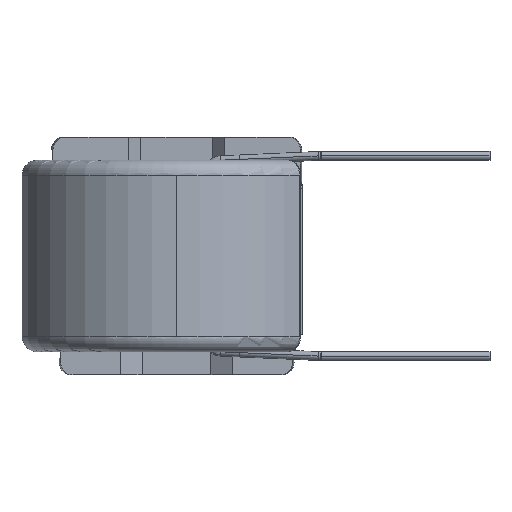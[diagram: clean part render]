
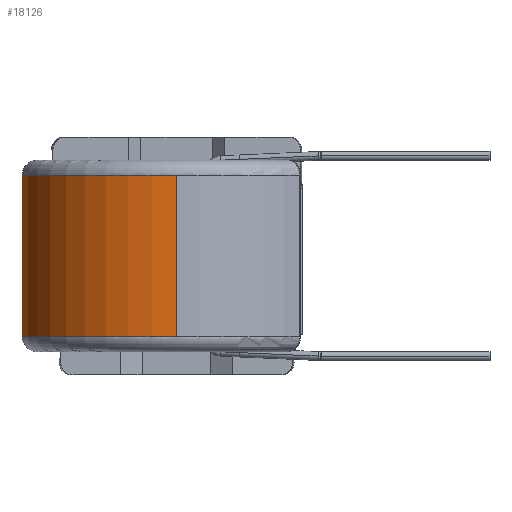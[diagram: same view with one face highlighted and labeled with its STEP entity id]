
A CAD part, left-side view. The second image highlights one B-rep face of the part: STEP entity #18126.
In plain terms, the highlighted cylindrical face has radius 12.5 mm (diameter 25 mm), a partial arc.
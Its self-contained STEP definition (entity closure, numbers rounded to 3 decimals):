
#92 = LINE ( 'NONE', #14024, #10483 ) ;
#151 = DIRECTION ( 'NONE',  ( 0., 0., -1. ) ) ;
#211 = LINE ( 'NONE', #1501, #10150 ) ;
#1053 = CARTESIAN_POINT ( 'NONE',  ( -12.5, 0., -6.45 ) ) ;
#1501 = CARTESIAN_POINT ( 'NONE',  ( -12.5, 0., 7.65 ) ) ;
#1730 = VERTEX_POINT ( 'NONE', #6771 ) ;
#2255 = CARTESIAN_POINT ( 'NONE',  ( -2.006, 12.338, -6.45 ) ) ;
#2576 = CIRCLE ( 'NONE', #12065, 12.5 ) ;
#2991 = ORIENTED_EDGE ( 'NONE', *, *, #7354, .T. ) ;
#3329 = DIRECTION ( 'NONE',  ( 0., 0., 1. ) ) ;
#3436 = DIRECTION ( 'NONE',  ( 1., 0., 0. ) ) ;
#3736 = VERTEX_POINT ( 'NONE', #2255 ) ;
#4754 = CARTESIAN_POINT ( 'NONE',  ( 0., 0., 7.65 ) ) ;
#5378 = EDGE_CURVE ( 'NONE', #10588, #1730, #10259, .T. ) ;
#6257 = DIRECTION ( 'NONE',  ( -1., 0., 0. ) ) ;
#6771 = CARTESIAN_POINT ( 'NONE',  ( -2.006, 12.338, 6.45 ) ) ;
#7082 = VERTEX_POINT ( 'NONE', #1053 ) ;
#7354 = EDGE_CURVE ( 'NONE', #1730, #3736, #92, .T. ) ;
#7503 = CARTESIAN_POINT ( 'NONE',  ( 0., 0., -6.45 ) ) ;
#7614 = FACE_OUTER_BOUND ( 'NONE', #16720, .T. ) ;
#7644 = EDGE_CURVE ( 'NONE', #10588, #7082, #211, .T. ) ;
#8193 = EDGE_CURVE ( 'NONE', #3736, #7082, #2576, .T. ) ;
#9614 = DIRECTION ( 'NONE',  ( 0., 0., -1. ) ) ;
#10150 = VECTOR ( 'NONE', #151, 1000. ) ;
#10205 = AXIS2_PLACEMENT_3D ( 'NONE', #4754, #10238, #6257 ) ;
#10238 = DIRECTION ( 'NONE',  ( 0., 0., -1. ) ) ;
#10259 = CIRCLE ( 'NONE', #14794, 12.5 ) ;
#10483 = VECTOR ( 'NONE', #9614, 1000. ) ;
#10588 = VERTEX_POINT ( 'NONE', #16212 ) ;
#11978 = ORIENTED_EDGE ( 'NONE', *, *, #5378, .T. ) ;
#12065 = AXIS2_PLACEMENT_3D ( 'NONE', #7503, #3329, #3436 ) ;
#12568 = ORIENTED_EDGE ( 'NONE', *, *, #8193, .T. ) ;
#13596 = DIRECTION ( 'NONE',  ( 1., 0., 0. ) ) ;
#13985 = ORIENTED_EDGE ( 'NONE', *, *, #7644, .F. ) ;
#14024 = CARTESIAN_POINT ( 'NONE',  ( -2.006, 12.338, 7.65 ) ) ;
#14794 = AXIS2_PLACEMENT_3D ( 'NONE', #16602, #16545, #13596 ) ;
#15948 = CYLINDRICAL_SURFACE ( 'NONE', #10205, 12.5 ) ;
#16212 = CARTESIAN_POINT ( 'NONE',  ( -12.5, 0., 6.45 ) ) ;
#16545 = DIRECTION ( 'NONE',  ( 0., 0., -1. ) ) ;
#16602 = CARTESIAN_POINT ( 'NONE',  ( 0., 0., 6.45 ) ) ;
#16720 = EDGE_LOOP ( 'NONE', ( #13985, #11978, #2991, #12568 ) ) ;
#18126 = ADVANCED_FACE ( 'NONE', ( #7614 ), #15948, .T. ) ;
